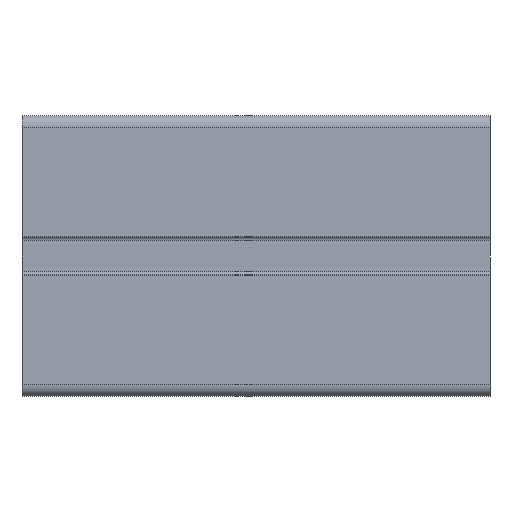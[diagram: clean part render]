
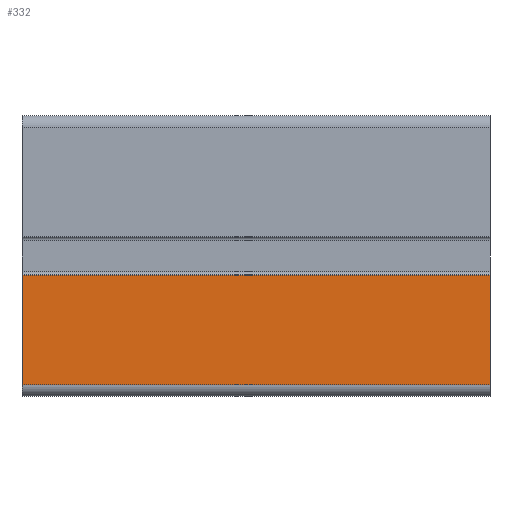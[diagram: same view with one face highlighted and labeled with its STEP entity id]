
A CAD part, front view. The second image highlights one B-rep face of the part: STEP entity #332.
In plain terms, the highlighted planar face has unit normal (0, -1, 0).
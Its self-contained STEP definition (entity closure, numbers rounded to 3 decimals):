
#332 = ADVANCED_FACE ( 'NONE', ( #803 ), #804, .F. ) ;
#495 = EDGE_CURVE ( 'NONE', #2278, #2320, #3493, .T. ) ;
#519 = EDGE_CURVE ( 'NONE', #2320, #2330, #3571, .T. ) ;
#796 = CARTESIAN_POINT ( 'NONE',  ( 100., -22.501, -4.15 ) ) ;
#803 = FACE_OUTER_BOUND ( 'NONE', #4471, .T. ) ;
#804 = PLANE ( 'NONE',  #4997 ) ;
#807 = DIRECTION ( 'NONE',  ( 0., 1., 0. ) ) ;
#808 = DIRECTION ( 'NONE',  ( 0., 0., 1. ) ) ;
#851 = LINE ( 'NONE', #852, #2550 ) ;
#852 = CARTESIAN_POINT ( 'NONE',  ( 100., -22.501, -4.15 ) ) ;
#853 = DIRECTION ( 'NONE',  ( 0., 0., -1. ) ) ;
#1693 = CARTESIAN_POINT ( 'NONE',  ( 100., -22.501, -4.15 ) ) ;
#1721 = CARTESIAN_POINT ( 'NONE',  ( 100., -22.501, -27.5 ) ) ;
#1735 = CARTESIAN_POINT ( 'NONE',  ( 0., -22.501, -4.15 ) ) ;
#1745 = CARTESIAN_POINT ( 'NONE',  ( 0., -22.501, -27.5 ) ) ;
#2097 = LINE ( 'NONE', #2098, #2503 ) ;
#2098 = CARTESIAN_POINT ( 'NONE',  ( 100., -22.501, -27.5 ) ) ;
#2099 = DIRECTION ( 'NONE',  ( -1., 0., 0. ) ) ;
#2278 = VERTEX_POINT ( 'NONE', #1693 ) ;
#2306 = VERTEX_POINT ( 'NONE', #1721 ) ;
#2320 = VERTEX_POINT ( 'NONE', #1735 ) ;
#2330 = VERTEX_POINT ( 'NONE', #1745 ) ;
#2359 = VECTOR ( 'NONE', #3575, 1000. ) ;
#2503 = VECTOR ( 'NONE', #2099, 1000. ) ;
#2550 = VECTOR ( 'NONE', #853, 1000. ) ;
#2780 = ORIENTED_EDGE ( 'NONE', *, *, #519, .T. ) ;
#2914 = ORIENTED_EDGE ( 'NONE', *, *, #495, .T. ) ;
#2922 = ORIENTED_EDGE ( 'NONE', *, *, #4222, .F. ) ;
#2933 = ORIENTED_EDGE ( 'NONE', *, *, #4264, .F. ) ;
#3493 = LINE ( 'NONE', #3501, #5338 ) ;
#3501 = CARTESIAN_POINT ( 'NONE',  ( 100., -22.501, -4.15 ) ) ;
#3503 = DIRECTION ( 'NONE',  ( -1., 0., 0. ) ) ;
#3566 = CARTESIAN_POINT ( 'NONE',  ( 0., -22.501, -4.15 ) ) ;
#3571 = LINE ( 'NONE', #3566, #2359 ) ;
#3575 = DIRECTION ( 'NONE',  ( 0., 0., -1. ) ) ;
#4222 = EDGE_CURVE ( 'NONE', #2306, #2330, #2097, .T. ) ;
#4264 = EDGE_CURVE ( 'NONE', #2278, #2306, #851, .T. ) ;
#4471 = EDGE_LOOP ( 'NONE', ( #2780, #2922, #2933, #2914 ) ) ;
#4997 = AXIS2_PLACEMENT_3D ( 'NONE', #796, #807, #808 ) ;
#5338 = VECTOR ( 'NONE', #3503, 1000. ) ;
